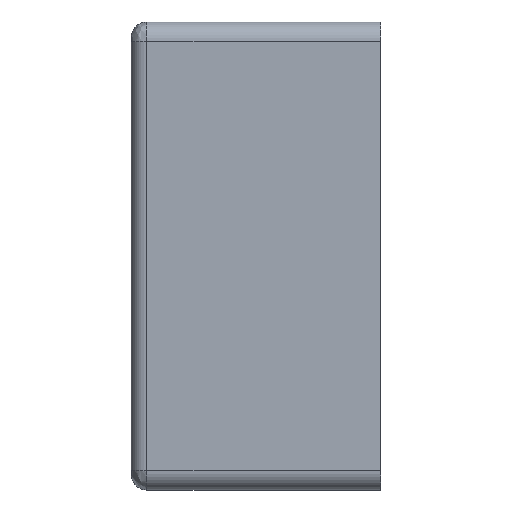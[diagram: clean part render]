
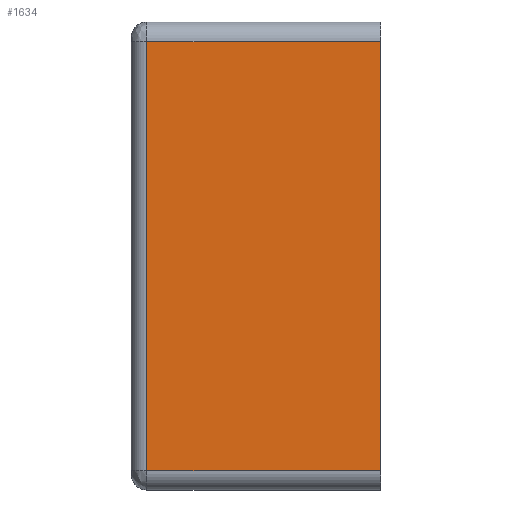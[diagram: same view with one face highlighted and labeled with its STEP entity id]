
A CAD part, left-side view. The second image highlights one B-rep face of the part: STEP entity #1634.
In plain terms, the highlighted planar face has unit normal (-1, 0, 0).
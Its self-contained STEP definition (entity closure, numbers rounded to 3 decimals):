
#91=PLANE('',#1744);
#121=FACE_OUTER_BOUND('',#218,.T.);
#218=EDGE_LOOP('',(#1052,#1053,#1054,#1055));
#330=LINE('',#2450,#452);
#331=LINE('',#2452,#453);
#332=LINE('',#2454,#454);
#333=LINE('',#2455,#455);
#452=VECTOR('',#1967,15.);
#453=VECTOR('',#1968,27.5);
#454=VECTOR('',#1969,15.);
#455=VECTOR('',#1970,27.5);
#644=VERTEX_POINT('',#2448);
#645=VERTEX_POINT('',#2449);
#646=VERTEX_POINT('',#2451);
#647=VERTEX_POINT('',#2453);
#800=EDGE_CURVE('',#644,#645,#330,.T.);
#801=EDGE_CURVE('',#646,#644,#331,.T.);
#802=EDGE_CURVE('',#647,#646,#332,.T.);
#803=EDGE_CURVE('',#645,#647,#333,.T.);
#1052=ORIENTED_EDGE('',*,*,#800,.F.);
#1053=ORIENTED_EDGE('',*,*,#801,.F.);
#1054=ORIENTED_EDGE('',*,*,#802,.F.);
#1055=ORIENTED_EDGE('',*,*,#803,.F.);
#1634=ADVANCED_FACE('',(#121),#91,.T.);
#1744=AXIS2_PLACEMENT_3D('',#2447,#1965,#1966);
#1965=DIRECTION('center_axis',(-1.,0.,0.));
#1966=DIRECTION('ref_axis',(0.,0.,1.));
#1967=DIRECTION('',(0.,-1.,0.));
#1968=DIRECTION('',(0.,0.,1.));
#1969=DIRECTION('',(0.,1.,0.));
#1970=DIRECTION('',(0.,0.,-1.));
#2447=CARTESIAN_POINT('Origin',(-21.,0.,-15.));
#2448=CARTESIAN_POINT('',(-21.,15.,13.75));
#2449=CARTESIAN_POINT('',(-21.,0.,13.75));
#2450=CARTESIAN_POINT('',(-21.,0.,13.75));
#2451=CARTESIAN_POINT('',(-21.,15.,-13.75));
#2452=CARTESIAN_POINT('',(-21.,15.,-7.5));
#2453=CARTESIAN_POINT('',(-21.,0.,-13.75));
#2454=CARTESIAN_POINT('',(-21.,0.,-13.75));
#2455=CARTESIAN_POINT('',(-21.,0.,15.));
